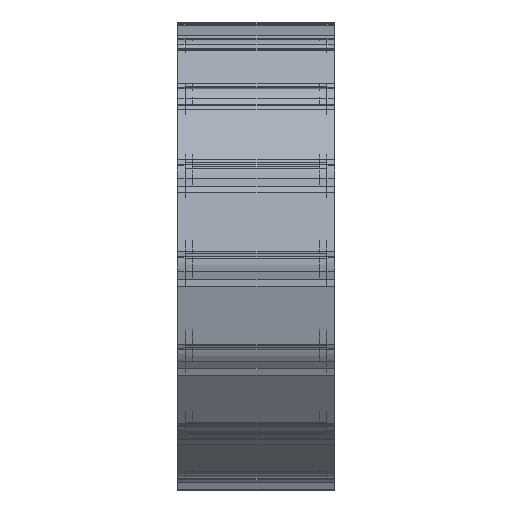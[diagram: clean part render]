
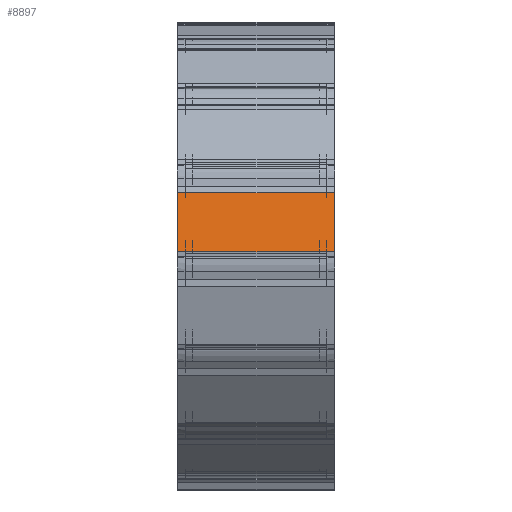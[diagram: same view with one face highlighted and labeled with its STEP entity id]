
A CAD part, left-side view. The second image highlights one B-rep face of the part: STEP entity #8897.
In plain terms, the highlighted planar face has unit normal (-0.985, 0, 0.171).
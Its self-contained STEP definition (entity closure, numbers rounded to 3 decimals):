
#8834=CARTESIAN_POINT('',(-827.939,-5.8,76.595));
#8835=VERTEX_POINT('',#8834);
#8842=CARTESIAN_POINT('',(-827.939,53.8,76.595));
#8843=VERTEX_POINT('',#8842);
#8844=CARTESIAN_POINT('',(-827.939,53.8,76.595));
#8845=DIRECTION('',(0.,-1.,0.));
#8846=VECTOR('',#8845,59.6);
#8847=LINE('',#8844,#8846);
#8848=EDGE_CURVE('',#8843,#8835,#8847,.T.);
#8867=CARTESIAN_POINT('',(-825.995,53.8,87.828));
#8868=DIRECTION('',(-0.985,0.,0.171));
#8869=DIRECTION('',(-0.171,0.,-0.985));
#8870=AXIS2_PLACEMENT_3D('',#8867,#8868,#8869);
#8871=PLANE('',#8870);
#8872=CARTESIAN_POINT('',(-824.05,-5.8,99.061));
#8873=VERTEX_POINT('',#8872);
#8874=CARTESIAN_POINT('',(-827.939,-5.8,76.595));
#8875=DIRECTION('',(0.171,0.,0.985));
#8876=VECTOR('',#8875,22.8);
#8877=LINE('',#8874,#8876);
#8878=EDGE_CURVE('',#8835,#8873,#8877,.T.);
#8879=ORIENTED_EDGE('',*,*,#8878,.T.);
#8880=CARTESIAN_POINT('',(-824.05,53.8,99.061));
#8881=VERTEX_POINT('',#8880);
#8882=CARTESIAN_POINT('',(-824.05,53.8,99.061));
#8883=DIRECTION('',(0.,-1.,0.));
#8884=VECTOR('',#8883,59.6);
#8885=LINE('',#8882,#8884);
#8886=EDGE_CURVE('',#8881,#8873,#8885,.T.);
#8887=ORIENTED_EDGE('',*,*,#8886,.F.);
#8888=CARTESIAN_POINT('',(-824.05,53.8,99.061));
#8889=DIRECTION('',(-0.171,0.,-0.985));
#8890=VECTOR('',#8889,22.8);
#8891=LINE('',#8888,#8890);
#8892=EDGE_CURVE('',#8881,#8843,#8891,.T.);
#8893=ORIENTED_EDGE('',*,*,#8892,.T.);
#8894=ORIENTED_EDGE('',*,*,#8848,.T.);
#8895=EDGE_LOOP('',(#8879,#8887,#8893,#8894));
#8896=FACE_BOUND('',#8895,.T.);
#8897=ADVANCED_FACE('',(#8896),#8871,.T.);
